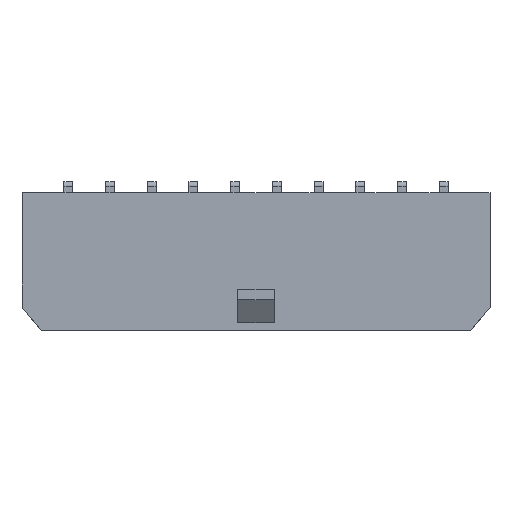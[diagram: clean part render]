
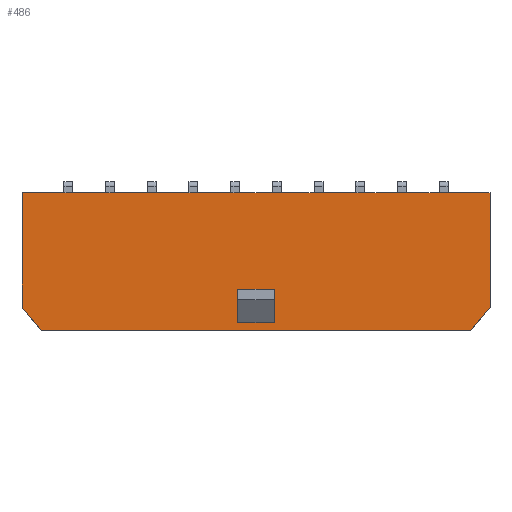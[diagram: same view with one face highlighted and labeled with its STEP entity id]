
A CAD part, top view. The second image highlights one B-rep face of the part: STEP entity #486.
In plain terms, the highlighted planar face has unit normal (0, 0, 1).
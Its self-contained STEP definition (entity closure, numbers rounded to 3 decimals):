
#486=ADVANCED_FACE('',(#1099,#1100),#810,.T.);
#810=PLANE('',#6033);
#1099=FACE_BOUND('',#1146,.T.);
#1100=FACE_BOUND('',#1147,.T.);
#1146=EDGE_LOOP('',(#1653,#1654,#1655,#1656,#1657,#1658));
#1147=EDGE_LOOP('',(#1659,#1660,#1661,#1662));
#1653=ORIENTED_EDGE('',*,*,#3806,.F.);
#1654=ORIENTED_EDGE('',*,*,#3789,.F.);
#1655=ORIENTED_EDGE('',*,*,#3861,.T.);
#1656=ORIENTED_EDGE('',*,*,#3798,.T.);
#1657=ORIENTED_EDGE('',*,*,#3803,.F.);
#1658=ORIENTED_EDGE('',*,*,#3856,.F.);
#1659=ORIENTED_EDGE('',*,*,#3862,.T.);
#1660=ORIENTED_EDGE('',*,*,#3863,.T.);
#1661=ORIENTED_EDGE('',*,*,#3864,.F.);
#1662=ORIENTED_EDGE('',*,*,#3865,.F.);
#3244=VERTEX_POINT('',#8215);
#3245=VERTEX_POINT('',#8217);
#3253=VERTEX_POINT('',#8234);
#3254=VERTEX_POINT('',#8236);
#3257=VERTEX_POINT('',#8244);
#3258=VERTEX_POINT('',#8248);
#3311=VERTEX_POINT('',#8361);
#3312=VERTEX_POINT('',#8362);
#3313=VERTEX_POINT('',#8364);
#3314=VERTEX_POINT('',#8366);
#3789=EDGE_CURVE('',#3244,#3245,#4626,.T.);
#3798=EDGE_CURVE('',#3254,#3253,#4635,.T.);
#3803=EDGE_CURVE('',#3257,#3253,#4640,.T.);
#3806=EDGE_CURVE('',#3245,#3258,#4643,.T.);
#3856=EDGE_CURVE('',#3258,#3257,#4693,.T.);
#3861=EDGE_CURVE('',#3244,#3254,#4698,.T.);
#3862=EDGE_CURVE('',#3311,#3312,#4699,.T.);
#3863=EDGE_CURVE('',#3312,#3313,#4700,.T.);
#3864=EDGE_CURVE('',#3314,#3313,#4701,.T.);
#3865=EDGE_CURVE('',#3311,#3314,#4702,.T.);
#4626=LINE('',#8216,#5375);
#4635=LINE('',#8235,#5384);
#4640=LINE('',#8245,#5389);
#4643=LINE('',#8251,#5392);
#4693=LINE('',#8351,#5442);
#4698=LINE('',#8359,#5447);
#4699=LINE('',#8360,#5448);
#4700=LINE('',#8363,#5449);
#4701=LINE('',#8365,#5450);
#4702=LINE('',#8367,#5451);
#5375=VECTOR('',#6547,1.);
#5384=VECTOR('',#6558,1.);
#5389=VECTOR('',#6565,1.);
#5392=VECTOR('',#6570,1.);
#5442=VECTOR('',#6622,1.);
#5447=VECTOR('',#6629,1.);
#5448=VECTOR('',#6630,1.);
#5449=VECTOR('',#6631,1.);
#5450=VECTOR('',#6632,1.);
#5451=VECTOR('',#6633,1.);
#6033=AXIS2_PLACEMENT_3D('',#8368,#6634,#6635);
#6547=DIRECTION('',(0.,-1.,0.));
#6558=DIRECTION('',(0.,-1.,0.));
#6565=DIRECTION('',(-0.643,0.766,0.));
#6570=DIRECTION('',(-0.643,-0.766,0.));
#6622=DIRECTION('',(-1.,0.,0.));
#6629=DIRECTION('',(-1.,0.,0.));
#6630=DIRECTION('',(-1.,0.,0.));
#6631=DIRECTION('',(0.,1.,0.));
#6632=DIRECTION('',(-1.,0.,0.));
#6633=DIRECTION('',(0.,1.,0.));
#6634=DIRECTION('',(0.,0.,1.));
#6635=DIRECTION('',(1.,0.,0.));
#8215=CARTESIAN_POINT('',(16.83,9.9,3.86));
#8216=CARTESIAN_POINT('',(16.83,9.9,3.86));
#8217=CARTESIAN_POINT('',(16.83,1.668,3.86));
#8234=CARTESIAN_POINT('',(-16.83,1.668,3.86));
#8235=CARTESIAN_POINT('',(-16.83,9.9,3.86));
#8236=CARTESIAN_POINT('',(-16.83,9.9,3.86));
#8244=CARTESIAN_POINT('',(-15.43,0.,3.86));
#8245=CARTESIAN_POINT('',(-15.43,0.,3.86));
#8248=CARTESIAN_POINT('',(15.43,0.,3.86));
#8251=CARTESIAN_POINT('',(16.83,1.668,3.86));
#8351=CARTESIAN_POINT('',(16.83,0.,3.86));
#8359=CARTESIAN_POINT('',(16.83,9.9,3.86));
#8360=CARTESIAN_POINT('',(1.3,0.54,3.86));
#8361=CARTESIAN_POINT('',(1.3,0.54,3.86));
#8362=CARTESIAN_POINT('',(-1.3,0.54,3.86));
#8363=CARTESIAN_POINT('',(-1.3,0.54,3.86));
#8364=CARTESIAN_POINT('',(-1.3,2.95,3.86));
#8365=CARTESIAN_POINT('',(1.3,2.95,3.86));
#8366=CARTESIAN_POINT('',(1.3,2.95,3.86));
#8367=CARTESIAN_POINT('',(1.3,0.54,3.86));
#8368=CARTESIAN_POINT('',(16.83,9.9,3.86));
